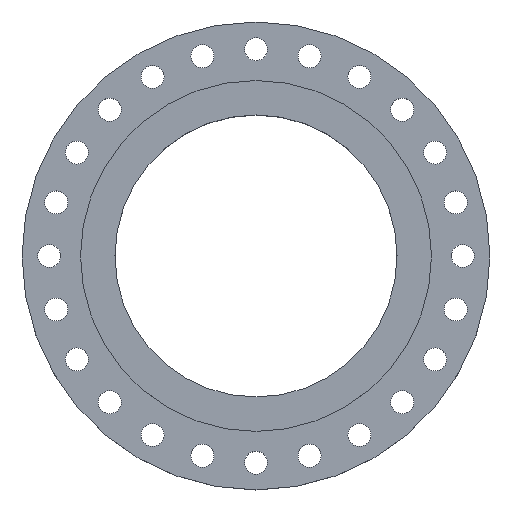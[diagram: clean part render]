
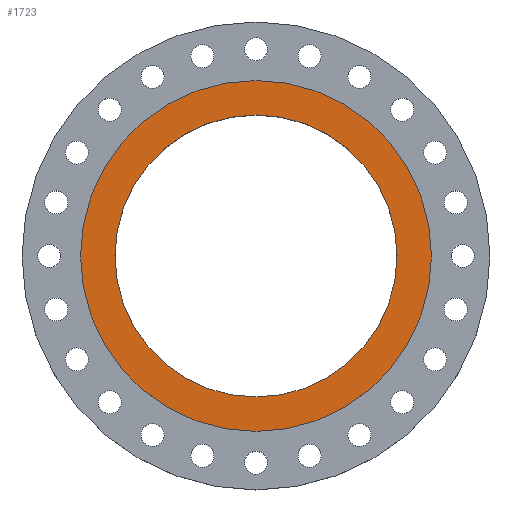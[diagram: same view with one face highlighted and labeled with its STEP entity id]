
A CAD part, top view. The second image highlights one B-rep face of the part: STEP entity #1723.
In plain terms, the highlighted planar face has unit normal (0, 0, 1).
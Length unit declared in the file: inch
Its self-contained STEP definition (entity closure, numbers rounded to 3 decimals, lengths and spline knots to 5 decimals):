
#1 = AXIS2_PLACEMENT_3D ( 'NONE', #1639, #1606, #551 ) ;
#18 = EDGE_CURVE ( 'NONE', #1375, #688, #1701, .T. ) ;
#140 = EDGE_LOOP ( 'NONE', ( #2243, #1095 ) ) ;
#162 = CARTESIAN_POINT ( 'NONE',  ( 0., 8.438, 0. ) ) ;
#383 = DIRECTION ( 'NONE',  ( 0., 0., 1. ) ) ;
#449 = CARTESIAN_POINT ( 'NONE',  ( 10.5, 0., 0. ) ) ;
#464 = CIRCLE ( 'NONE', #728, 10.5 ) ;
#503 = FACE_BOUND ( 'NONE', #140, .T. ) ;
#541 = CARTESIAN_POINT ( 'NONE',  ( 0., 0., 0. ) ) ;
#551 = DIRECTION ( 'NONE',  ( 1., 0., 0. ) ) ;
#593 = EDGE_CURVE ( 'NONE', #688, #1375, #2061, .T. ) ;
#662 = VERTEX_POINT ( 'NONE', #449 ) ;
#688 = VERTEX_POINT ( 'NONE', #1854 ) ;
#701 = CARTESIAN_POINT ( 'NONE',  ( 0., 0., 0. ) ) ;
#728 = AXIS2_PLACEMENT_3D ( 'NONE', #701, #1408, #1957 ) ;
#736 = CARTESIAN_POINT ( 'NONE',  ( -8.438, 0., 0. ) ) ;
#849 = EDGE_LOOP ( 'NONE', ( #1484, #2130 ) ) ;
#958 = DIRECTION ( 'NONE',  ( 0., 0., 1. ) ) ;
#1050 = AXIS2_PLACEMENT_3D ( 'NONE', #541, #383, #1994 ) ;
#1095 = ORIENTED_EDGE ( 'NONE', *, *, #18, .F. ) ;
#1142 = DIRECTION ( 'NONE',  ( 1., 0., 0. ) ) ;
#1199 = PLANE ( 'NONE',  #1954 ) ;
#1235 = CARTESIAN_POINT ( 'NONE',  ( -10.5, 0., 0. ) ) ;
#1298 = VERTEX_POINT ( 'NONE', #1235 ) ;
#1375 = VERTEX_POINT ( 'NONE', #736 ) ;
#1408 = DIRECTION ( 'NONE',  ( 0., 0., 1. ) ) ;
#1484 = ORIENTED_EDGE ( 'NONE', *, *, #2167, .T. ) ;
#1537 = AXIS2_PLACEMENT_3D ( 'NONE', #2334, #958, #1142 ) ;
#1592 = DIRECTION ( 'NONE',  ( 0., 0., -1. ) ) ;
#1606 = DIRECTION ( 'NONE',  ( 0., 0., 1. ) ) ;
#1639 = CARTESIAN_POINT ( 'NONE',  ( 0., 0., 0. ) ) ;
#1701 = CIRCLE ( 'NONE', #1050, 8.438 ) ;
#1705 = CIRCLE ( 'NONE', #1, 10.5 ) ;
#1723 = ADVANCED_FACE ( 'NONE', ( #503, #2154 ), #1199, .F. ) ;
#1854 = CARTESIAN_POINT ( 'NONE',  ( 8.438, 0., 0. ) ) ;
#1954 = AXIS2_PLACEMENT_3D ( 'NONE', #162, #1592, #2314 ) ;
#1957 = DIRECTION ( 'NONE',  ( 1., 0., 0. ) ) ;
#1994 = DIRECTION ( 'NONE',  ( 1., 0., 0. ) ) ;
#2061 = CIRCLE ( 'NONE', #1537, 8.438 ) ;
#2130 = ORIENTED_EDGE ( 'NONE', *, *, #2188, .T. ) ;
#2154 = FACE_OUTER_BOUND ( 'NONE', #849, .T. ) ;
#2167 = EDGE_CURVE ( 'NONE', #662, #1298, #464, .T. ) ;
#2188 = EDGE_CURVE ( 'NONE', #1298, #662, #1705, .T. ) ;
#2243 = ORIENTED_EDGE ( 'NONE', *, *, #593, .F. ) ;
#2314 = DIRECTION ( 'NONE',  ( -1., 0., 0. ) ) ;
#2334 = CARTESIAN_POINT ( 'NONE',  ( 0., 0., 0. ) ) ;
